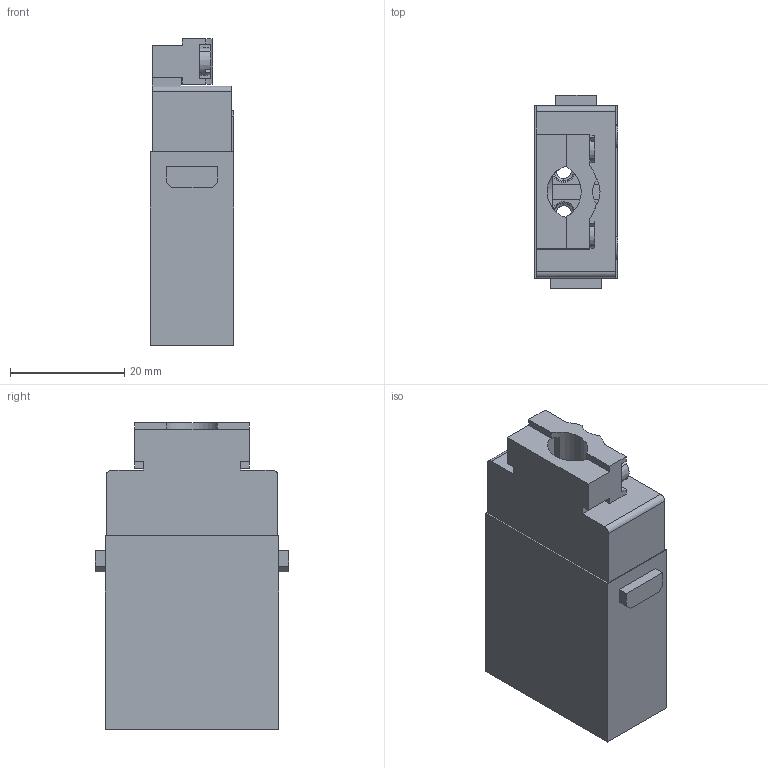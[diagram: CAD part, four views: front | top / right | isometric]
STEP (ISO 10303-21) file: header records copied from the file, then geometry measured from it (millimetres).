
FILE_DESCRIPTION(('CATIA V5 STEP Exchange','CAx-IF Rec.Pracs.--- Model Styling and Organization---1.5--- 2016-08-15','CAx-IF Rec.Pracs.---Supplemental Geometry---1.0---2011-11-01','CAx-IF Rec.Pracs.--- Composite Materials ---1.1---2010-07-15'),'2;1');
FILE_NAME ('2066243-2_1', '2025-10-02T08:07:10+00:00', ('none'), ('Weidmueller'), 'CATIA Version 5-6 Release 2024 SP4', 'CATIA V5 STEP AP214 v3', 'none');
FILE_SCHEMA(('AUTOMOTIVE_DESIGN { 1 0 10303 214 1 1 1 1 }'));
Length unit declared in the file: millimetre
Products named in the file (1): 3092870000
Bounding box: 14.6 x 33.85 x 53.65 mm (x, y, z)
Volume: 14582 mm3; surface area: 9266.7 mm2
Topology: 1 solids, 1 shells, 325 faces, 936 edges, 618 vertices
Faces by surface type: plane 169, cylinder 99, cone 52, torus 4, sphere 1
Entity records: 10985 total; most frequent: CARTESIAN_POINT 3011, ORIENTED_EDGE 1856, DIRECTION 1212, EDGE_CURVE 928, VERTEX_POINT 616, VECTOR 583, LINE 583, AXIS2_PLACEMENT_3D 427
